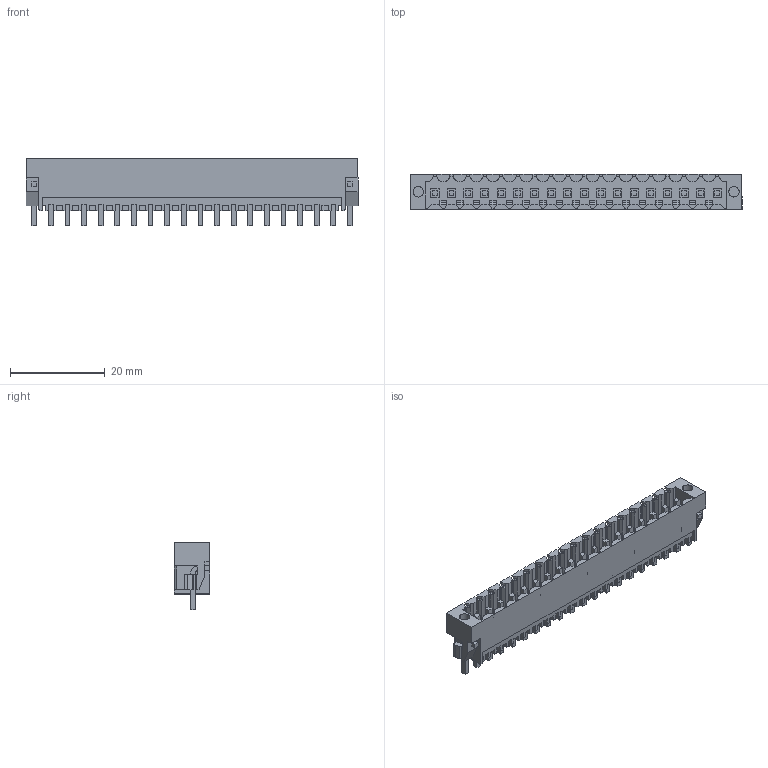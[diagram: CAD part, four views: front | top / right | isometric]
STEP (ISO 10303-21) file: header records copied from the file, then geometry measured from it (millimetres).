
FILE_DESCRIPTION(('CATIA V5 STEP Exchange','CAx-IF Rec.Pracs.--- Model Styling and Organization---1.2---2011-12-15'),'2;1');
FILE_NAME ('D1457285_0_1842700000_1842700000.stp','2018-03-20T10:39:42+00:00',('none'),('Weidmueller'),'CATIA Version 5-6 Release 2014','CATIA V5 STEP AP214','none');
FILE_SCHEMA(('AUTOMOTIVE_DESIGN { 1 0 10303 214 1 1 1 1 }'));
Length unit declared in the file: millimetre
Products named in the file (1): 1842700000
Bounding box: 69.95 x 7.45 x 14.25 mm (x, y, z)
Volume: 2355.2 mm3; surface area: 6354.5 mm2
Topology: 21 solids, 21 shells, 1433 faces, 4229 edges, 2875 vertices
Faces by surface type: plane 1295, cylinder 138
Entity records: 45157 total; most frequent: ORIENTED_EDGE 8458, CARTESIAN_POINT 8330, DIRECTION 5591, EDGE_CURVE 4229, VECTOR 3881, LINE 3881, VERTEX_POINT 2875, EDGE_LOOP 1510
